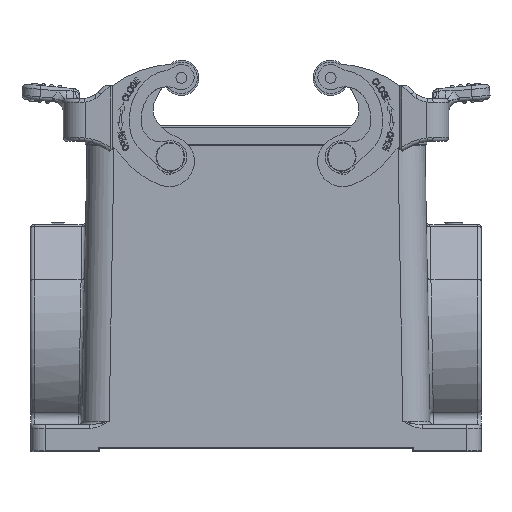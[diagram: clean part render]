
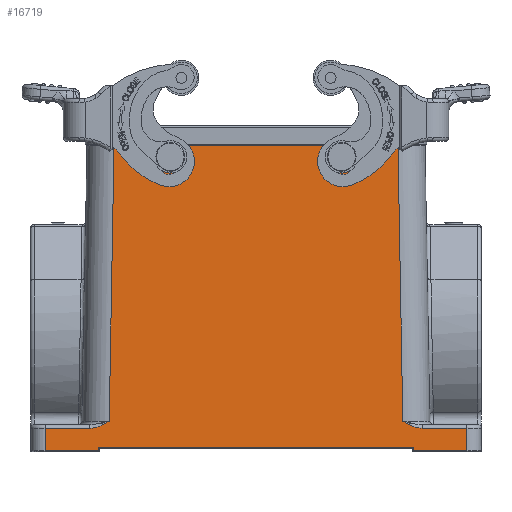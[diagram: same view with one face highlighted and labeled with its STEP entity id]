
A CAD part, front view. The second image highlights one B-rep face of the part: STEP entity #16719.
In plain terms, the highlighted planar face has unit normal (0, -1, 0.018).
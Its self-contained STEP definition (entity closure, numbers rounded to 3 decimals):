
#8888=B_SPLINE_CURVE_WITH_KNOTS('',3,(#50101,#50102,#50103,#50104),
 .UNSPECIFIED.,.F.,.F.,(4,4),(0.,1.),.UNSPECIFIED.);
#8891=B_SPLINE_CURVE_WITH_KNOTS('',3,(#50149,#50150,#50151,#50152),
 .UNSPECIFIED.,.F.,.F.,(4,4),(0.,1.),.UNSPECIFIED.);
#11286=PLANE('',#39306);
#11919=LINE('',#50218,#14077);
#12050=LINE('',#50710,#14208);
#12124=LINE('',#51255,#14282);
#12125=LINE('',#51274,#14283);
#12126=LINE('',#51293,#14284);
#12134=LINE('',#51327,#14292);
#12153=LINE('',#51564,#14311);
#12388=LINE('',#55921,#14546);
#12393=LINE('',#56024,#14551);
#12394=LINE('',#56049,#14552);
#12397=LINE('',#56077,#14555);
#12398=LINE('',#56083,#14556);
#14077=VECTOR('',#41671,1.);
#14208=VECTOR('',#42012,1.);
#14282=VECTOR('',#42354,1.);
#14283=VECTOR('',#42363,1.);
#14284=VECTOR('',#42372,1.);
#14292=VECTOR('',#42414,1.);
#14311=VECTOR('',#42549,1.);
#14546=VECTOR('',#43628,1.);
#14551=VECTOR('',#43673,1.);
#14552=VECTOR('',#43682,1.);
#14555=VECTOR('',#43697,1.);
#14556=VECTOR('',#43704,1.);
#16719=ADVANCED_FACE('',(#20182,#20183,#20184),#11286,.T.);
#18709=CIRCLE('',#38518,35.043);
#18712=CIRCLE('',#38522,35.099);
#20182=FACE_BOUND('',#21026,.T.);
#20183=FACE_BOUND('',#21027,.T.);
#20184=FACE_BOUND('',#21028,.T.);
#21026=EDGE_LOOP('',(#24565));
#21027=EDGE_LOOP('',(#24566));
#21028=EDGE_LOOP('',(#24567,#24568,#24569,#24570,#24571,#24572,#24573,#24574,
#24575,#24576,#24577,#24578,#24579,#24580,#24581,#24582,#24583,#24584));
#24565=ORIENTED_EDGE('',*,*,#35041,.F.);
#24566=ORIENTED_EDGE('',*,*,#35042,.F.);
#24567=ORIENTED_EDGE('',*,*,#35013,.T.);
#24568=ORIENTED_EDGE('',*,*,#34479,.F.);
#24569=ORIENTED_EDGE('',*,*,#34054,.F.);
#24570=ORIENTED_EDGE('',*,*,#34052,.F.);
#24571=ORIENTED_EDGE('',*,*,#35043,.T.);
#24572=ORIENTED_EDGE('',*,*,#34061,.T.);
#24573=ORIENTED_EDGE('',*,*,#34425,.T.);
#24574=ORIENTED_EDGE('',*,*,#34408,.F.);
#24575=ORIENTED_EDGE('',*,*,#34406,.F.);
#24576=ORIENTED_EDGE('',*,*,#34404,.T.);
#24577=ORIENTED_EDGE('',*,*,#34402,.F.);
#24578=ORIENTED_EDGE('',*,*,#34400,.F.);
#24579=ORIENTED_EDGE('',*,*,#34243,.T.);
#24580=ORIENTED_EDGE('',*,*,#35030,.T.);
#24581=ORIENTED_EDGE('',*,*,#35034,.T.);
#24582=ORIENTED_EDGE('',*,*,#34048,.F.);
#24583=ORIENTED_EDGE('',*,*,#34043,.F.);
#24584=ORIENTED_EDGE('',*,*,#35040,.F.);
#31245=VERTEX_POINT('',#50079);
#31246=VERTEX_POINT('',#50080);
#31249=VERTEX_POINT('',#50093);
#31250=VERTEX_POINT('',#50137);
#31253=VERTEX_POINT('',#50148);
#31254=VERTEX_POINT('',#50185);
#31257=VERTEX_POINT('',#50192);
#31260=VERTEX_POINT('',#50217);
#31386=VERTEX_POINT('',#50711);
#31387=VERTEX_POINT('',#50712);
#31478=VERTEX_POINT('',#51256);
#31479=VERTEX_POINT('',#51260);
#31480=VERTEX_POINT('',#51275);
#31481=VERTEX_POINT('',#51279);
#31482=VERTEX_POINT('',#51294);
#31513=VERTEX_POINT('',#51565);
#31847=VERTEX_POINT('',#55899);
#31854=VERTEX_POINT('',#56025);
#31857=VERTEX_POINT('',#56080);
#31858=VERTEX_POINT('',#56082);
#34043=EDGE_CURVE('',#31245,#31246,#18709,.T.);
#34048=EDGE_CURVE('',#31246,#31249,#8888,.T.);
#34052=EDGE_CURVE('',#31253,#31250,#8891,.T.);
#34054=EDGE_CURVE('',#31250,#31254,#18712,.T.);
#34061=EDGE_CURVE('',#31257,#31260,#11919,.T.);
#34243=EDGE_CURVE('',#31386,#31387,#12050,.T.);
#34400=EDGE_CURVE('',#31386,#31478,#12124,.T.);
#34402=EDGE_CURVE('',#31478,#31479,#38383,.T.);
#34404=EDGE_CURVE('',#31480,#31479,#12125,.T.);
#34406=EDGE_CURVE('',#31480,#31481,#38384,.T.);
#34408=EDGE_CURVE('',#31481,#31482,#12126,.T.);
#34425=EDGE_CURVE('',#31260,#31482,#12134,.T.);
#34479=EDGE_CURVE('',#31254,#31513,#12153,.T.);
#35013=EDGE_CURVE('',#31847,#31513,#12388,.T.);
#35030=EDGE_CURVE('',#31387,#31854,#12393,.T.);
#35034=EDGE_CURVE('',#31854,#31249,#12394,.T.);
#35040=EDGE_CURVE('',#31847,#31245,#12397,.T.);
#35041=EDGE_CURVE('',#31857,#31857,#38482,.T.);
#35042=EDGE_CURVE('',#31858,#31858,#38483,.T.);
#35043=EDGE_CURVE('',#31253,#31257,#12398,.T.);
#38383=ELLIPSE('',#38770,0.6,0.6);
#38384=ELLIPSE('',#38774,0.6,0.6);
#38482=ELLIPSE('',#39304,2.45,2.45);
#38483=ELLIPSE('',#39305,2.45,2.45);
#38518=AXIS2_PLACEMENT_3D('',#50078,#41648,#41649);
#38522=AXIS2_PLACEMENT_3D('',#50186,#41656,#41657);
#38770=AXIS2_PLACEMENT_3D('',#51259,#42359,#42360);
#38774=AXIS2_PLACEMENT_3D('',#51278,#42368,#42369);
#39304=AXIS2_PLACEMENT_3D('',#56079,#43700,#43701);
#39305=AXIS2_PLACEMENT_3D('',#56081,#43702,#43703);
#39306=AXIS2_PLACEMENT_3D('',#56084,#43705,#43706);
#41648=DIRECTION('',(0.,-1.,0.017));
#41649=DIRECTION('',(0.,0.017,1.));
#41656=DIRECTION('',(0.,-1.,0.017));
#41657=DIRECTION('',(0.,0.017,1.));
#41671=DIRECTION('',(0.,-0.017,-1.));
#42012=DIRECTION('',(1.,0.,0.));
#42354=DIRECTION('',(0.,0.017,1.));
#42359=DIRECTION('',(0.,-1.,0.017));
#42360=DIRECTION('',(0.,0.017,1.));
#42363=DIRECTION('',(1.,0.,0.));
#42368=DIRECTION('',(0.,-1.,0.017));
#42369=DIRECTION('',(0.,-0.017,-1.));
#42372=DIRECTION('',(0.,-0.017,-1.));
#42414=DIRECTION('',(1.,0.,0.));
#42549=DIRECTION('',(0.017,0.017,1.));
#43628=DIRECTION('',(-1.,0.,0.));
#43673=DIRECTION('',(0.,0.017,1.));
#43682=DIRECTION('',(-1.,0.,0.));
#43697=DIRECTION('',(0.017,-0.017,-1.));
#43700=DIRECTION('',(0.,-1.,0.017));
#43701=DIRECTION('',(0.,-0.017,-1.));
#43702=DIRECTION('',(0.,-1.,0.017));
#43703=DIRECTION('',(0.,0.017,1.));
#43704=DIRECTION('',(-1.,0.,0.));
#43705=DIRECTION('',(0.,-1.,0.017));
#43706=DIRECTION('',(0.,-0.017,-1.));
#50078=CARTESIAN_POINT('',(58.016,-42.57,-4.601));
#50079=CARTESIAN_POINT('',(40.708,-43.102,-35.067));
#50080=CARTESIAN_POINT('',(42.569,-43.119,-36.05));
#50093=CARTESIAN_POINT('',(46.144,-43.136,-37.033));
#50101=CARTESIAN_POINT('',(42.57,-43.119,-36.05));
#50102=CARTESIAN_POINT('',(43.696,-43.128,-36.589));
#50103=CARTESIAN_POINT('',(44.888,-43.136,-37.033));
#50104=CARTESIAN_POINT('',(46.144,-43.136,-37.033));
#50137=CARTESIAN_POINT('',(-42.569,-43.119,-36.05));
#50148=CARTESIAN_POINT('',(-46.144,-43.136,-37.033));
#50149=CARTESIAN_POINT('',(-46.144,-43.136,-37.033));
#50150=CARTESIAN_POINT('',(-44.888,-43.136,-37.033));
#50151=CARTESIAN_POINT('',(-43.696,-43.128,-36.589));
#50152=CARTESIAN_POINT('',(-42.569,-43.119,-36.05));
#50185=CARTESIAN_POINT('',(-40.708,-43.102,-35.067));
#50186=CARTESIAN_POINT('',(-58.043,-42.569,-4.551));
#50192=CARTESIAN_POINT('',(-58.5,-43.136,-37.033));
#50217=CARTESIAN_POINT('',(-58.5,-43.245,-43.245));
#50218=CARTESIAN_POINT('',(-58.5,-43.25,-43.55));
#50710=CARTESIAN_POINT('',(-65.59,-43.245,-43.245));
#50711=CARTESIAN_POINT('',(43.8,-43.245,-43.245));
#50712=CARTESIAN_POINT('',(58.5,-43.245,-43.245));
#51255=CARTESIAN_POINT('',(43.8,-43.25,-43.55));
#51256=CARTESIAN_POINT('',(43.8,-43.238,-42.845));
#51259=CARTESIAN_POINT('',(43.2,-43.238,-42.845));
#51260=CARTESIAN_POINT('',(43.2,-43.227,-42.245));
#51274=CARTESIAN_POINT('',(-65.59,-43.227,-42.245));
#51275=CARTESIAN_POINT('',(-43.2,-43.227,-42.245));
#51278=CARTESIAN_POINT('',(-43.2,-43.238,-42.845));
#51279=CARTESIAN_POINT('',(-43.8,-43.238,-42.845));
#51293=CARTESIAN_POINT('',(-43.8,-43.25,-43.55));
#51294=CARTESIAN_POINT('',(-43.8,-43.245,-43.245));
#51327=CARTESIAN_POINT('',(-65.59,-43.245,-43.245));
#51564=CARTESIAN_POINT('',(-40.863,-43.258,-43.981));
#51565=CARTESIAN_POINT('',(-39.374,-41.768,41.352));
#55899=CARTESIAN_POINT('',(39.374,-41.768,41.352));
#55921=CARTESIAN_POINT('',(-65.59,-41.768,41.352));
#56024=CARTESIAN_POINT('',(58.5,-43.25,-43.55));
#56025=CARTESIAN_POINT('',(58.5,-43.136,-37.033));
#56049=CARTESIAN_POINT('',(-65.59,-43.136,-37.033));
#56077=CARTESIAN_POINT('',(40.754,-43.149,-37.737));
#56079=CARTESIAN_POINT('',(-23.75,-41.822,38.25));
#56080=CARTESIAN_POINT('',(-23.75,-41.865,35.8));
#56081=CARTESIAN_POINT('',(23.75,-41.822,38.25));
#56082=CARTESIAN_POINT('',(23.75,-41.779,40.7));
#56083=CARTESIAN_POINT('',(-65.59,-43.136,-37.033));
#56084=CARTESIAN_POINT('',(-65.59,-43.25,-43.55));
